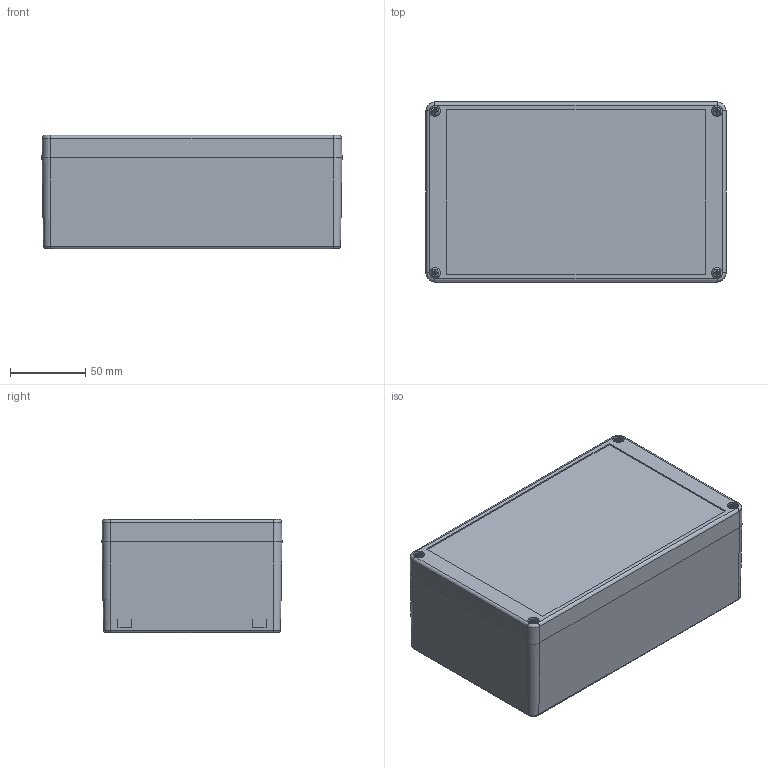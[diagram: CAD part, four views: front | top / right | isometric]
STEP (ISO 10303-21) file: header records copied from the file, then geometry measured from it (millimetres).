
FILE_DESCRIPTION((''),'2;1');
FILE_NAME('0421105900-MBT_201275-FT_VE.stp','2015-07-06T13:12:29',('robin.rentz'),(''),'Autodesk Inventor 2012','Autodesk Inventor 2012','');
FILE_SCHEMA(('AUTOMOTIVE_DESIGN { 1 2 10303 214 0 1 1 1 }'));
Length unit declared in the file: millimetre
Products named in the file (6): 0421105900-MBT_201275-FT_VE; 0401106002-UT_201260-16N_VE; 0421105801-OT_201215-FT_VE; xxx-O-Ring--OT--MBM-MBT_201215; 1990000276 Schraube BM4x24_11; 1990000007 M4 Gewindebuchse
Assembly tree (11 placements, depth 2):
  0421105900-MBT_201275-FT_VE
    0401106002-UT_201260-16N_VE
    0421105801-OT_201215-FT_VE
    xxx-O-Ring--OT--MBM-MBT_201215
    1990000276 Schraube BM4x24_11  x4
    1990000007 M4 Gewindebuchse  x4
Bounding box: 200 x 120 x 75.5 mm (x, y, z)
Volume: 305506.4 mm3; surface area: 216424 mm2
Topology: 11 solids, 11 shells, 1775 faces, 4227 edges, 2539 vertices
Faces by surface type: plane 636, cylinder 448, cone 388, torus 255, bspline 32, sphere 16
Full cylindrical faces by diameter (mm): 3.242 x4, 3.3 x4, 4 x4, 4.4 x4, 4.5 x4, 4.8 x4, 5 x4, 5.1 x4, 6.8 x4, 7 x4, 7.5 x4, 7.8 x4
Entity records: 27277 total; most frequent: CARTESIAN_POINT 5505, DIRECTION 4910, ORIENTED_EDGE 4164, EDGE_CURVE 2082, AXIS2_PLACEMENT_3D 2053, VERTEX_POINT 1320, EDGE_LOOP 1180, CIRCLE 1074
